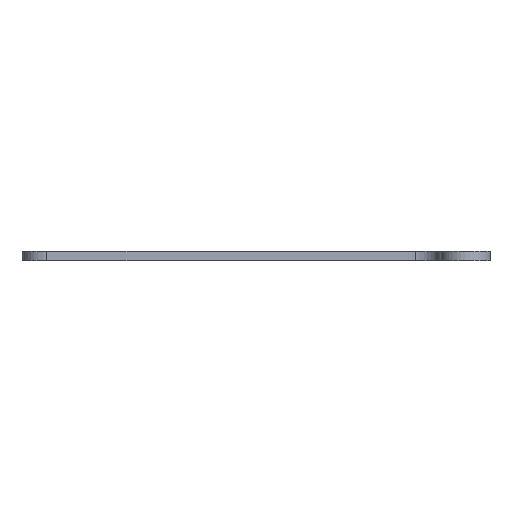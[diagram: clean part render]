
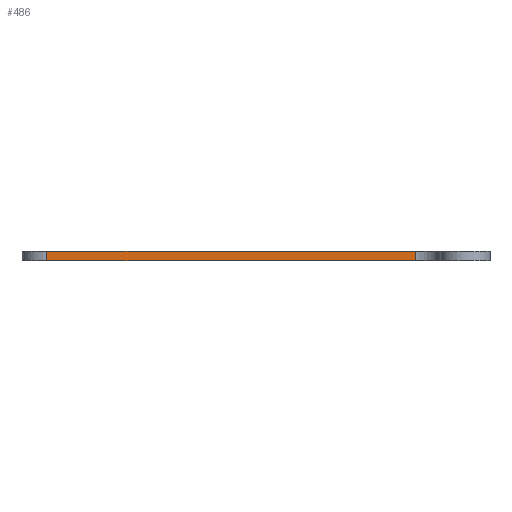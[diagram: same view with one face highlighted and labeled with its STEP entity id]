
A CAD part, front view. The second image highlights one B-rep face of the part: STEP entity #486.
In plain terms, the highlighted planar face has unit normal (0, -1, 0).
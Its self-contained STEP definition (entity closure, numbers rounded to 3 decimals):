
#3 = EDGE_CURVE ( 'NONE', #446, #585, #186, .T. ) ;
#5 = DIRECTION ( 'NONE',  ( 0., 0., -1. ) ) ;
#18 = FACE_OUTER_BOUND ( 'NONE', #31, .T. ) ;
#31 = EDGE_LOOP ( 'NONE', ( #91, #526, #420, #306 ) ) ;
#33 = CARTESIAN_POINT ( 'NONE',  ( -114., -12.5, 3.2 ) ) ;
#91 = ORIENTED_EDGE ( 'NONE', *, *, #669, .T. ) ;
#102 = CARTESIAN_POINT ( 'NONE',  ( 4.008, -12.5, 3.2 ) ) ;
#180 = DIRECTION ( 'NONE',  ( -1., 0., 0. ) ) ;
#186 = LINE ( 'NONE', #102, #525 ) ;
#222 = VERTEX_POINT ( 'NONE', #33 ) ;
#261 = DIRECTION ( 'NONE',  ( 0., 1., 0. ) ) ;
#306 = ORIENTED_EDGE ( 'NONE', *, *, #616, .T. ) ;
#325 = AXIS2_PLACEMENT_3D ( 'NONE', #351, #261, #180 ) ;
#351 = CARTESIAN_POINT ( 'NONE',  ( -114., -12.5, 3.2 ) ) ;
#359 = DIRECTION ( 'NONE',  ( 0., 0., -1. ) ) ;
#405 = DIRECTION ( 'NONE',  ( 1., 0., 0. ) ) ;
#410 = CARTESIAN_POINT ( 'NONE',  ( -114., -12.5, 0. ) ) ;
#420 = ORIENTED_EDGE ( 'NONE', *, *, #676, .F. ) ;
#443 = PLANE ( 'NONE',  #325 ) ;
#446 = VERTEX_POINT ( 'NONE', #790 ) ;
#447 = CARTESIAN_POINT ( 'NONE',  ( -114., -12.5, 3.2 ) ) ;
#486 = ADVANCED_FACE ( 'NONE', ( #18 ), #443, .F. ) ;
#497 = CARTESIAN_POINT ( 'NONE',  ( -114., -12.5, 3.2 ) ) ;
#525 = VECTOR ( 'NONE', #5, 1000. ) ;
#526 = ORIENTED_EDGE ( 'NONE', *, *, #3, .F. ) ;
#531 = LINE ( 'NONE', #447, #694 ) ;
#577 = DIRECTION ( 'NONE',  ( 1., 0., 0. ) ) ;
#585 = VERTEX_POINT ( 'NONE', #612 ) ;
#612 = CARTESIAN_POINT ( 'NONE',  ( 4.008, -12.5, 0. ) ) ;
#616 = EDGE_CURVE ( 'NONE', #222, #792, #531, .T. ) ;
#658 = CARTESIAN_POINT ( 'NONE',  ( -114., -12.5, 0. ) ) ;
#669 = EDGE_CURVE ( 'NONE', #792, #585, #742, .T. ) ;
#676 = EDGE_CURVE ( 'NONE', #222, #446, #822, .T. ) ;
#689 = VECTOR ( 'NONE', #577, 1000. ) ;
#694 = VECTOR ( 'NONE', #359, 1000. ) ;
#742 = LINE ( 'NONE', #658, #689 ) ;
#749 = VECTOR ( 'NONE', #405, 1000. ) ;
#790 = CARTESIAN_POINT ( 'NONE',  ( 4.008, -12.5, 3.2 ) ) ;
#792 = VERTEX_POINT ( 'NONE', #410 ) ;
#822 = LINE ( 'NONE', #497, #749 ) ;
